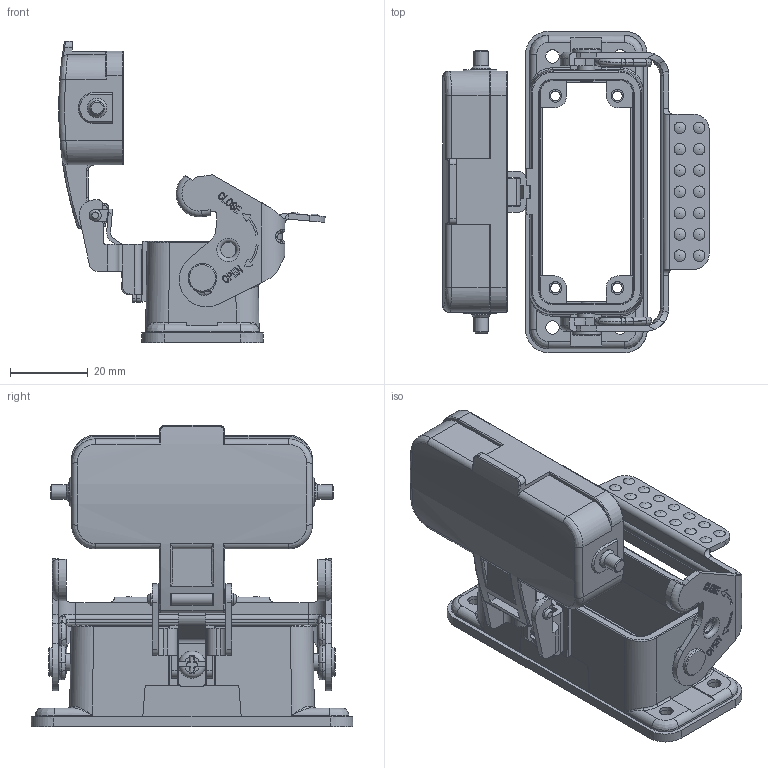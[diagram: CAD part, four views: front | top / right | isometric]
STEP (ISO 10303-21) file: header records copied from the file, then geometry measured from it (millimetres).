
FILE_DESCRIPTION(/* description */ (''),/* implementation_level */ '2;1');
FILE_NAME(/* name */ 'H10A-BK-1L-MCV.stp',/* time_stamp */ '2022-10-20T17:46:05+08:00',/* author */ (''),/* organization */ (''),/* preprocessor_version */ 'ST-DEVELOPER v16',/* originating_system */ 'SIEMENS PLM Software NX 10.0',/* authorisation */ '');
FILE_SCHEMA (('AP203_CONFIGURATION_CONTROLLED_3D_DESIGN_OF_MECHANICAL_PARTS_AND_ASSEMBLIES_MIM_LF { 1 0 10303 403 2 1 2}'));
Products named in the file (1): Admi62B47F301pdo
Bounding box: 68.74 x 82.95 x 77.75 mm (x, y, z)
Volume: 30860 mm3; surface area: 30497.9 mm2
Topology: 1 solids, 12 shells, 1266 faces, 3270 edges, 2071 vertices
Faces by surface type: plane 516, cylinder 423, torus 144, bspline 128, cone 29, extrusion 26
Full cylindrical faces by diameter (mm): 2.2 x18, 3 x2, 3.1 x3, 3.5 x4, 3.7 x2, 4 x2, 4.4 x2, 5 x4, 7 x3, 7.4 x2
Entity records: 53830 total; most frequent: CARTESIAN_POINT 24500, ORIENTED_EDGE 6238, DIRECTION 5673, EDGE_CURVE 3119, AXIS2_PLACEMENT_3D 2061, VERTEX_POINT 2028, VECTOR 1551, LINE 1525
